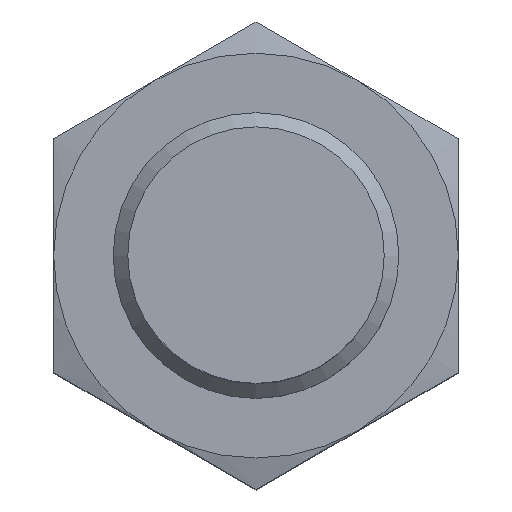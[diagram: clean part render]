
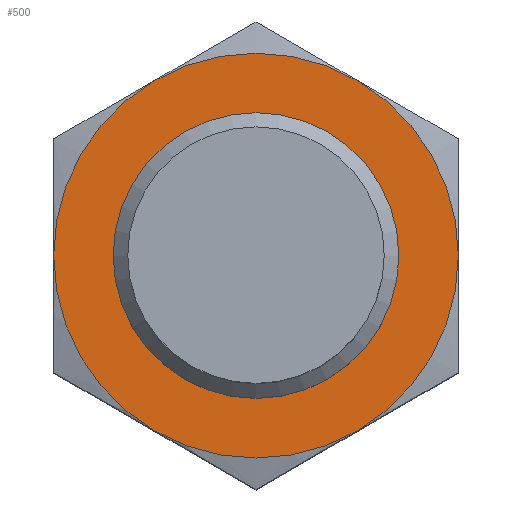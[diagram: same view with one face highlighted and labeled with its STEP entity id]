
A CAD part, top view. The second image highlights one B-rep face of the part: STEP entity #500.
In plain terms, the highlighted face is planar.
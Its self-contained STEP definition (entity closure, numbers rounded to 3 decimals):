
#82=PLANE('',#588);
#166=ORIENTED_EDGE('',*,*,#266,.F.);
#167=ORIENTED_EDGE('',*,*,#246,.T.);
#168=ORIENTED_EDGE('',*,*,#247,.T.);
#169=ORIENTED_EDGE('',*,*,#250,.T.);
#170=ORIENTED_EDGE('',*,*,#256,.T.);
#171=ORIENTED_EDGE('',*,*,#265,.T.);
#172=ORIENTED_EDGE('',*,*,#255,.T.);
#246=EDGE_CURVE('',#300,#302,#332,.T.);
#247=EDGE_CURVE('',#302,#303,#333,.T.);
#250=EDGE_CURVE('',#303,#305,#334,.T.);
#255=EDGE_CURVE('',#307,#300,#335,.T.);
#256=EDGE_CURVE('',#305,#309,#336,.T.);
#265=EDGE_CURVE('',#309,#307,#339,.T.);
#266=EDGE_CURVE('',#314,#314,#340,.T.);
#300=VERTEX_POINT('',#896);
#302=VERTEX_POINT('',#902);
#303=VERTEX_POINT('',#906);
#305=VERTEX_POINT('',#918);
#307=VERTEX_POINT('',#933);
#309=VERTEX_POINT('',#942);
#314=VERTEX_POINT('',#979);
#332=CIRCLE('',#573,8.5);
#333=CIRCLE('',#575,8.5);
#334=CIRCLE('',#577,8.5);
#335=CIRCLE('',#579,8.5);
#336=CIRCLE('',#581,8.5);
#339=CIRCLE('',#587,8.5);
#340=CIRCLE('',#589,6.);
#385=EDGE_LOOP('',(#166));
#386=EDGE_LOOP('',(#167,#168,#169,#170,#171,#172));
#441=FACE_BOUND('',#385,.T.);
#442=FACE_BOUND('',#386,.T.);
#500=ADVANCED_FACE('',(#441,#442),#82,.F.);
#573=AXIS2_PLACEMENT_3D('',#903,#679,#680);
#575=AXIS2_PLACEMENT_3D('',#905,#683,#684);
#577=AXIS2_PLACEMENT_3D('',#917,#687,#688);
#579=AXIS2_PLACEMENT_3D('',#939,#691,#692);
#581=AXIS2_PLACEMENT_3D('',#941,#695,#696);
#587=AXIS2_PLACEMENT_3D('',#976,#707,#708);
#588=AXIS2_PLACEMENT_3D('',#977,#709,#710);
#589=AXIS2_PLACEMENT_3D('',#978,#711,#712);
#679=DIRECTION('',(1.,0.,0.));
#680=DIRECTION('',(0.,0.,-1.));
#683=DIRECTION('',(1.,0.,0.));
#684=DIRECTION('',(0.,0.,-1.));
#687=DIRECTION('',(1.,0.,0.));
#688=DIRECTION('',(0.,0.,-1.));
#691=DIRECTION('',(1.,0.,0.));
#692=DIRECTION('',(0.,0.,-1.));
#695=DIRECTION('',(1.,0.,0.));
#696=DIRECTION('',(0.,0.,-1.));
#707=DIRECTION('',(1.,0.,0.));
#708=DIRECTION('',(0.,0.,-1.));
#709=DIRECTION('',(-1.,0.,0.));
#710=DIRECTION('',(0.,0.,1.));
#711=DIRECTION('',(1.,0.,0.));
#712=DIRECTION('',(0.,0.,-1.));
#896=CARTESIAN_POINT('',(4.,0.,-8.5));
#902=CARTESIAN_POINT('',(4.,7.361,-4.25));
#903=CARTESIAN_POINT('',(4.,0.,0.));
#905=CARTESIAN_POINT('',(4.,0.,0.));
#906=CARTESIAN_POINT('',(4.,7.361,4.25));
#917=CARTESIAN_POINT('',(4.,0.,0.));
#918=CARTESIAN_POINT('',(4.,0.,8.5));
#933=CARTESIAN_POINT('',(4.,-7.361,-4.25));
#939=CARTESIAN_POINT('',(4.,0.,0.));
#941=CARTESIAN_POINT('',(4.,0.,0.));
#942=CARTESIAN_POINT('',(4.,-7.361,4.25));
#976=CARTESIAN_POINT('',(4.,0.,0.));
#977=CARTESIAN_POINT('',(4.,8.5,0.));
#978=CARTESIAN_POINT('',(4.,0.,0.));
#979=CARTESIAN_POINT('',(4.,0.,-6.));
